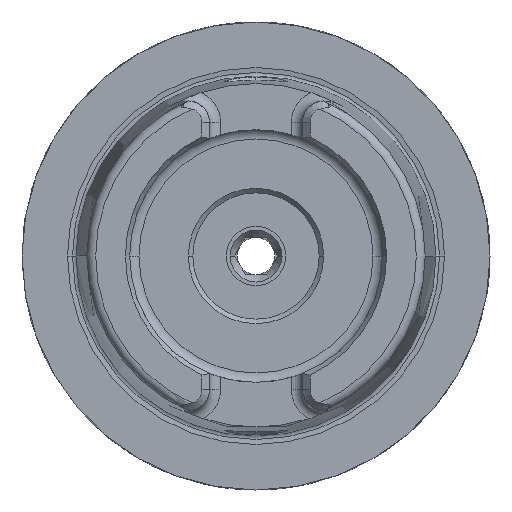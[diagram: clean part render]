
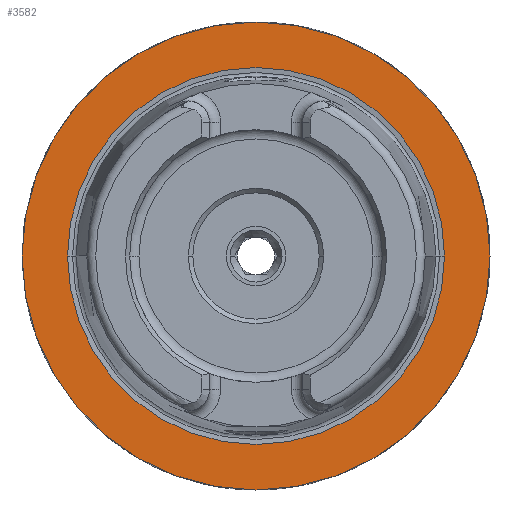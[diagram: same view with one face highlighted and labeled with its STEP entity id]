
A CAD part, left-side view. The second image highlights one B-rep face of the part: STEP entity #3582.
In plain terms, the highlighted planar face has unit normal (-1, 0, 0).
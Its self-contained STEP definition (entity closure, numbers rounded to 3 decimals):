
#775=CARTESIAN_POINT('',(0.,0.,0.));
#776=DIRECTION('',(-1.,0.,0.));
#777=DIRECTION('',(0.,1.,0.));
#778=AXIS2_PLACEMENT_3D('',#775,#776,#777);
#780=CARTESIAN_POINT('',(0.,0.,0.));
#781=DIRECTION('',(1.,0.,0.));
#782=DIRECTION('',(0.,1.,0.));
#783=AXIS2_PLACEMENT_3D('',#780,#781,#782);
#785=CARTESIAN_POINT('',(0.,0.,0.));
#786=DIRECTION('',(-1.,0.,0.));
#787=DIRECTION('',(0.,1.,0.));
#788=AXIS2_PLACEMENT_3D('',#785,#786,#787);
#790=CARTESIAN_POINT('',(0.,0.,0.));
#791=DIRECTION('',(-1.,0.,0.));
#792=DIRECTION('',(0.,-1.,0.));
#793=AXIS2_PLACEMENT_3D('',#790,#791,#792);
#2495=CARTESIAN_POINT('',(0.,31.5,0.));
#2496=CARTESIAN_POINT('',(0.,-31.5,0.));
#2497=VERTEX_POINT('',#2495);
#2498=VERTEX_POINT('',#2496);
#2515=CARTESIAN_POINT('',(0.,25.374,0.));
#2516=CARTESIAN_POINT('',(0.,-25.374,0.));
#2517=VERTEX_POINT('',#2515);
#2518=VERTEX_POINT('',#2516);
#3567=CARTESIAN_POINT('',(0.,0.,0.));
#3568=DIRECTION('',(1.,0.,0.));
#3569=DIRECTION('',(0.,-1.,0.));
#3570=AXIS2_PLACEMENT_3D('',#3567,#3568,#3569);
#3571=PLANE('',#3570);
#3572=ORIENTED_EDGE('',*,*,#3030,.F.);
#3573=ORIENTED_EDGE('',*,*,#3487,.T.);
#3574=EDGE_LOOP('',(#3572,#3573));
#3575=FACE_OUTER_BOUND('',#3574,.F.);
#3577=ORIENTED_EDGE('',*,*,#3576,.T.);
#3579=ORIENTED_EDGE('',*,*,#3578,.T.);
#3580=EDGE_LOOP('',(#3577,#3579));
#3581=FACE_BOUND('',#3580,.F.);
#3582=ADVANCED_FACE('',(#3575,#3581),#3571,.F.);
#779=CIRCLE('',#778,31.5);
#784=CIRCLE('',#783,31.5);
#789=CIRCLE('',#788,25.374);
#794=CIRCLE('',#793,25.374);
#3030=EDGE_CURVE('',#2497,#2498,#779,.T.);
#3487=EDGE_CURVE('',#2497,#2498,#784,.T.);
#3576=EDGE_CURVE('',#2517,#2518,#789,.T.);
#3578=EDGE_CURVE('',#2518,#2517,#794,.T.);
